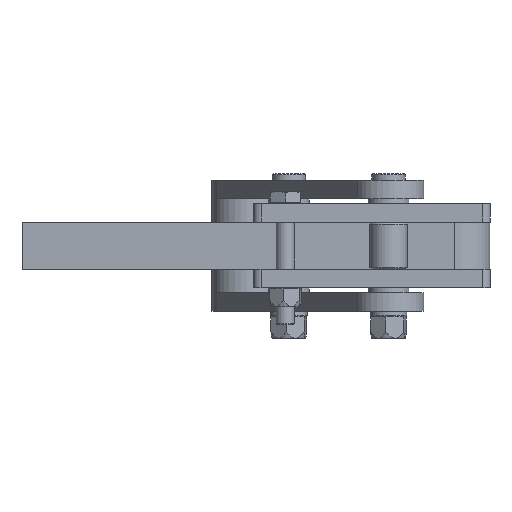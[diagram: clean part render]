
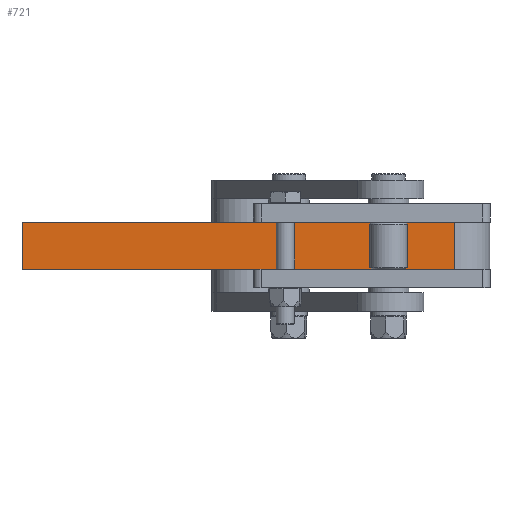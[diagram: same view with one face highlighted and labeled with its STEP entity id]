
A CAD part, front view. The second image highlights one B-rep face of the part: STEP entity #721.
In plain terms, the highlighted face is planar.
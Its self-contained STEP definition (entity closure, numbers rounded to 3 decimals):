
#721 = ADVANCED_FACE ( 'NONE', ( #23034 ), #25540, .F. ) ;
#1818 = AXIS2_PLACEMENT_3D ( 'NONE', #25538, #25542, #25543 ) ;
#7100 = EDGE_LOOP ( 'NONE', ( #19621, #19766, #20053, #19746 ) ) ;
#7546 = VERTEX_POINT ( 'NONE', #14897 ) ;
#7602 = VERTEX_POINT ( 'NONE', #14951 ) ;
#7605 = VERTEX_POINT ( 'NONE', #14954 ) ;
#7608 = VERTEX_POINT ( 'NONE', #14957 ) ;
#13825 = LINE ( 'NONE', #16350, #13827 ) ;
#13827 = VECTOR ( 'NONE', #16336, 1000. ) ;
#13834 = LINE ( 'NONE', #16362, #13836 ) ;
#13836 = VECTOR ( 'NONE', #16363, 1000. ) ;
#13842 = LINE ( 'NONE', #16374, #13844 ) ;
#13843 = LINE ( 'NONE', #16382, #13846 ) ;
#13844 = VECTOR ( 'NONE', #16375, 1000. ) ;
#13846 = VECTOR ( 'NONE', #16383, 1000. ) ;
#14897 = CARTESIAN_POINT ( 'NONE',  ( 232.5, 0., -12.7 ) ) ;
#14951 = CARTESIAN_POINT ( 'NONE',  ( 0., 0., 12.7 ) ) ;
#14954 = CARTESIAN_POINT ( 'NONE',  ( 232.5, 0., 12.7 ) ) ;
#14957 = CARTESIAN_POINT ( 'NONE',  ( 0., 0., -12.7 ) ) ;
#16336 = DIRECTION ( 'NONE',  ( 1., 0., 0. ) ) ;
#16350 = CARTESIAN_POINT ( 'NONE',  ( 232.5, 0., 12.7 ) ) ;
#16362 = CARTESIAN_POINT ( 'NONE',  ( 232.5, 0., -12.7 ) ) ;
#16363 = DIRECTION ( 'NONE',  ( 1., 0., 0. ) ) ;
#16374 = CARTESIAN_POINT ( 'NONE',  ( 232.5, 0., 12.7 ) ) ;
#16375 = DIRECTION ( 'NONE',  ( 0., 0., -1. ) ) ;
#16382 = CARTESIAN_POINT ( 'NONE',  ( 0., 0., 12.7 ) ) ;
#16383 = DIRECTION ( 'NONE',  ( 0., 0., -1. ) ) ;
#19621 = ORIENTED_EDGE ( 'NONE', *, *, #24591, .T. ) ;
#19746 = ORIENTED_EDGE ( 'NONE', *, *, #24597, .T. ) ;
#19766 = ORIENTED_EDGE ( 'NONE', *, *, #24596, .F. ) ;
#20053 = ORIENTED_EDGE ( 'NONE', *, *, #24585, .F. ) ;
#23034 = FACE_OUTER_BOUND ( 'NONE', #7100, .T. ) ;
#24585 = EDGE_CURVE ( 'NONE', #7602, #7605, #13825, .T. ) ;
#24591 = EDGE_CURVE ( 'NONE', #7608, #7546, #13834, .T. ) ;
#24596 = EDGE_CURVE ( 'NONE', #7605, #7546, #13842, .T. ) ;
#24597 = EDGE_CURVE ( 'NONE', #7602, #7608, #13843, .T. ) ;
#25538 = CARTESIAN_POINT ( 'NONE',  ( 232.5, 0., 12.7 ) ) ;
#25540 = PLANE ( 'NONE',  #1818 ) ;
#25542 = DIRECTION ( 'NONE',  ( 0., 1., 0. ) ) ;
#25543 = DIRECTION ( 'NONE',  ( 0., 0., 1. ) ) ;
